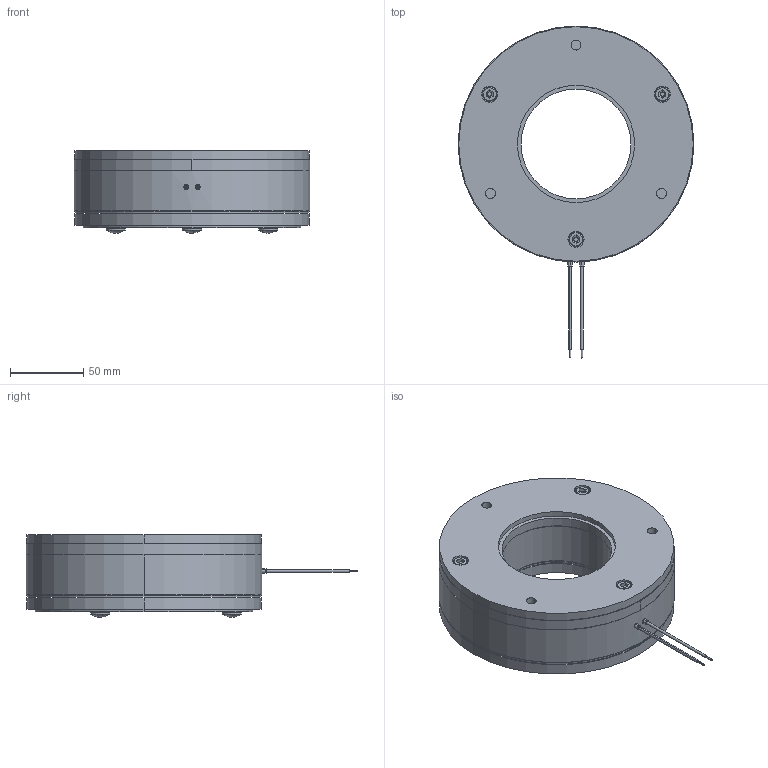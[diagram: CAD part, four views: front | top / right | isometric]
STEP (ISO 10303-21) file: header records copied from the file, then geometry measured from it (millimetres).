
FILE_DESCRIPTION (( 'STEP AP214' ), '1' );
FILE_NAME ('dr_bk_10P1-310_mu.STEP', '2024-05-27T07:36:07', ( '' ), ( '' ), 'SwSTEP 2.0', 'SolidWorks 2022', '' );
FILE_SCHEMA (( 'AUTOMOTIVE_DESIGN' ));
Length unit declared in the file: millimetre
Products named in the file (7): 10068865_000; 10069036_000; 10069037_000; dr_bk_10P1-310_mu; 10068864_000_Einbaulänge 6,1mm; 10068980_000; 10069038_000
Assembly tree (10 placements, depth 3):
  dr_bk_10P1-310_mu
    10068980_000
    10069037_000
      10069038_000
      10069036_000
      10068864_000_Einbaulänge 6,1mm  x3
      10068865_000  x3
Bounding box: 161 x 226.5 x 56.3 mm (x, y, z)
Volume: 791222.7 mm3; surface area: 127012.9 mm2
Topology: 11 solids, 11 shells, 279 faces, 596 edges, 360 vertices
Faces by surface type: cylinder 128, plane 75, cone 50, torus 20, sphere 6
Entity records: 8700 total; most frequent: CARTESIAN_POINT 1465, DIRECTION 1188, ORIENTED_EDGE 980, EDGE_CURVE 490, AXIS2_PLACEMENT_3D 489, VERTEX_POINT 300, EDGE_LOOP 286, CIRCLE 246
